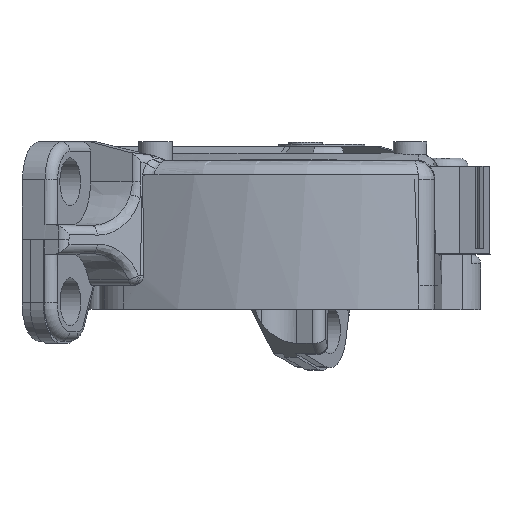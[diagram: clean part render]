
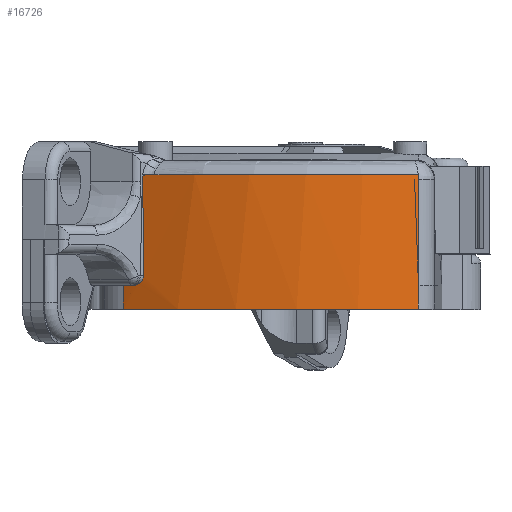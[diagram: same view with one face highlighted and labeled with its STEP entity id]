
A CAD part, top view. The second image highlights one B-rep face of the part: STEP entity #16726.
In plain terms, the highlighted cylindrical face has radius 77.382 mm (diameter 154.764 mm), a partial arc.
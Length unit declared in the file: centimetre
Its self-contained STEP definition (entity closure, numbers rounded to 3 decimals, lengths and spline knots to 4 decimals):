
#202=B_SPLINE_CURVE_WITH_KNOTS('',3,(#25771,#25772,#25773,#25774,#25775,
#25776),.UNSPECIFIED.,.F.,.F.,(4,2,4),(-0.0865,-0.0437,
0.),.UNSPECIFIED.);
#203=B_SPLINE_CURVE_WITH_KNOTS('',3,(#25778,#25779,#25780,#25781,#25782,
#25783),.UNSPECIFIED.,.F.,.F.,(4,2,4),(1.252,2.8337,
3.1125),.UNSPECIFIED.);
#204=B_SPLINE_CURVE_WITH_KNOTS('',3,(#25785,#25786,#25787,#25788,#25789,
#25790,#25791,#25792,#25793,#25794,#25795,#25796,#25797,#25798,#25799,#25800),
 .UNSPECIFIED.,.F.,.F.,(4,2,2,2,2,2,2,4),(-0.3285,-0.2828,
-0.2363,-0.1519,-0.0746,-0.0299,
-0.0144,0.),.UNSPECIFIED.);
#511=ELLIPSE('',#17858,0.2084,0.2041);
#1167=LINE('',#25765,#2798);
#1168=LINE('',#25768,#2799);
#1169=LINE('',#25805,#2800);
#2798=VECTOR('',#20244,0.5001);
#2799=VECTOR('',#20247,1.);
#2800=VECTOR('',#20254,0.5);
#4763=FACE_OUTER_BOUND('',#5756,.T.);
#5756=EDGE_LOOP('',(#12515,#12516,#12517,#12518,#12519,#12520,#12521,#12522,
#12523,#12524));
#6671=CIRCLE('',#17832,7.7382);
#6692=CIRCLE('',#17857,7.7382);
#6693=CIRCLE('',#17859,7.7382);
#7029=VERTEX_POINT('',#23555);
#7548=VERTEX_POINT('',#25667);
#7549=VERTEX_POINT('',#25669);
#7589=VERTEX_POINT('',#25754);
#7590=VERTEX_POINT('',#25767);
#7591=VERTEX_POINT('',#25770);
#7592=VERTEX_POINT('',#25777);
#7593=VERTEX_POINT('',#25784);
#7594=VERTEX_POINT('',#25801);
#7595=VERTEX_POINT('',#25803);
#9419=EDGE_CURVE('',#7548,#7549,#6671,.T.);
#9462=EDGE_CURVE('',#7589,#7548,#1167,.T.);
#9463=EDGE_CURVE('',#7589,#7590,#1168,.T.);
#9464=EDGE_CURVE('',#7029,#7590,#6692,.T.);
#9465=EDGE_CURVE('',#7029,#7591,#202,.T.);
#9466=EDGE_CURVE('',#7591,#7592,#203,.T.);
#9467=EDGE_CURVE('',#7593,#7592,#204,.T.);
#9468=EDGE_CURVE('',#7593,#7594,#511,.T.);
#9469=EDGE_CURVE('',#7595,#7594,#6693,.T.);
#9470=EDGE_CURVE('',#7549,#7595,#1169,.T.);
#12515=ORIENTED_EDGE('',*,*,#9462,.F.);
#12516=ORIENTED_EDGE('',*,*,#9463,.T.);
#12517=ORIENTED_EDGE('',*,*,#9464,.F.);
#12518=ORIENTED_EDGE('',*,*,#9465,.T.);
#12519=ORIENTED_EDGE('',*,*,#9466,.T.);
#12520=ORIENTED_EDGE('',*,*,#9467,.F.);
#12521=ORIENTED_EDGE('',*,*,#9468,.T.);
#12522=ORIENTED_EDGE('',*,*,#9469,.F.);
#12523=ORIENTED_EDGE('',*,*,#9470,.F.);
#12524=ORIENTED_EDGE('',*,*,#9419,.F.);
#16335=CYLINDRICAL_SURFACE('',#17856,7.7382);
#16726=ADVANCED_FACE('',(#4763),#16335,.T.);
#17832=AXIS2_PLACEMENT_3D('',#25670,#20175,#20176);
#17856=AXIS2_PLACEMENT_3D('',#25766,#20245,#20246);
#17857=AXIS2_PLACEMENT_3D('',#25769,#20248,#20249);
#17858=AXIS2_PLACEMENT_3D('',#25802,#20250,#20251);
#17859=AXIS2_PLACEMENT_3D('',#25804,#20252,#20253);
#20175=DIRECTION('center_axis',(0.,-1.,0.));
#20176=DIRECTION('ref_axis',(0.256,0.,0.967));
#20244=DIRECTION('',(0.,-1.,0.));
#20245=DIRECTION('center_axis',(0.,-1.,0.));
#20246=DIRECTION('ref_axis',(-0.216,0.,0.976));
#20247=DIRECTION('',(0.,1.,0.));
#20248=DIRECTION('center_axis',(0.,1.,0.));
#20249=DIRECTION('ref_axis',(-0.216,0.,0.976));
#20250=DIRECTION('center_axis',(0.623,0.224,-0.75));
#20251=DIRECTION('ref_axis',(-0.073,0.971,0.229));
#20252=DIRECTION('center_axis',(0.,1.,0.));
#20253=DIRECTION('ref_axis',(-0.539,0.,0.842));
#20254=DIRECTION('',(0.,1.,0.));
#23555=CARTESIAN_POINT('',(5.9482,-6.8709,22.9752));
#25667=CARTESIAN_POINT('',(11.6982,-9.6714,23.6977));
#25669=CARTESIAN_POINT('',(5.5435,-9.6714,22.7326));
#25670=CARTESIAN_POINT('Origin',(9.7182,-9.6714,16.2171));
#25754=CARTESIAN_POINT('',(11.6982,-9.1713,23.6977));
#25765=CARTESIAN_POINT('',(11.6982,-9.1713,23.6977));
#25766=CARTESIAN_POINT('Origin',(9.7182,-0.5795,16.2171));
#25767=CARTESIAN_POINT('',(11.6982,-6.8714,23.6977));
#25768=CARTESIAN_POINT('',(11.6982,-0.5795,23.6977));
#25769=CARTESIAN_POINT('Origin',(9.7182,-6.8714,16.2171));
#25770=CARTESIAN_POINT('',(5.9488,-6.956,22.9752));
#25771=CARTESIAN_POINT('Ctrl Pts',(5.9484,-6.8714,22.975));
#25772=CARTESIAN_POINT('Ctrl Pts',(5.9485,-6.885,22.975));
#25773=CARTESIAN_POINT('Ctrl Pts',(5.9486,-6.8981,22.9751));
#25774=CARTESIAN_POINT('Ctrl Pts',(5.9487,-6.9286,22.9751));
#25775=CARTESIAN_POINT('Ctrl Pts',(5.9488,-6.9414,22.9752));
#25776=CARTESIAN_POINT('Ctrl Pts',(5.9488,-6.956,22.9752));
#25777=CARTESIAN_POINT('',(5.9615,-8.9693,22.9823));
#25778=CARTESIAN_POINT('Ctrl Pts',(5.9488,-6.956,22.9752));
#25779=CARTESIAN_POINT('Ctrl Pts',(5.9497,-7.5032,22.9757));
#25780=CARTESIAN_POINT('Ctrl Pts',(5.9523,-8.0831,22.9772));
#25781=CARTESIAN_POINT('Ctrl Pts',(5.9591,-8.7651,22.981));
#25782=CARTESIAN_POINT('Ctrl Pts',(5.9603,-8.8673,22.9816));
#25783=CARTESIAN_POINT('Ctrl Pts',(5.9615,-8.9693,22.9823));
#25784=CARTESIAN_POINT('',(5.7692,-9.1713,22.8718));
#25785=CARTESIAN_POINT('Ctrl Pts',(5.7692,-9.1713,22.8718));
#25786=CARTESIAN_POINT('Ctrl Pts',(5.7823,-9.1709,22.8797));
#25787=CARTESIAN_POINT('Ctrl Pts',(5.7955,-9.169,22.8874));
#25788=CARTESIAN_POINT('Ctrl Pts',(5.8214,-9.1621,22.9026));
#25789=CARTESIAN_POINT('Ctrl Pts',(5.8342,-9.1571,22.91));
#25790=CARTESIAN_POINT('Ctrl Pts',(5.8689,-9.1391,22.9301));
#25791=CARTESIAN_POINT('Ctrl Pts',(5.8896,-9.123,22.9419));
#25792=CARTESIAN_POINT('Ctrl Pts',(5.9234,-9.0855,22.961));
#25793=CARTESIAN_POINT('Ctrl Pts',(5.9373,-9.0644,22.9688));
#25794=CARTESIAN_POINT('Ctrl Pts',(5.9527,-9.0278,22.9774));
#25795=CARTESIAN_POINT('Ctrl Pts',(5.9569,-9.0137,22.9797));
#25796=CARTESIAN_POINT('Ctrl Pts',(5.9601,-8.9939,22.9815));
#25797=CARTESIAN_POINT('Ctrl Pts',(5.9607,-8.9888,22.9818));
#25798=CARTESIAN_POINT('Ctrl Pts',(5.9614,-8.9789,22.9822));
#25799=CARTESIAN_POINT('Ctrl Pts',(5.9615,-8.9741,22.9823));
#25800=CARTESIAN_POINT('Ctrl Pts',(5.9615,-8.9693,22.9823));
#25801=CARTESIAN_POINT('',(5.7679,-9.1713,22.8708));
#25802=CARTESIAN_POINT('Origin',(5.736,-8.9682,22.9049));
#25803=CARTESIAN_POINT('',(5.5435,-9.1714,22.7326));
#25804=CARTESIAN_POINT('Origin',(9.7182,-9.1714,16.2171));
#25805=CARTESIAN_POINT('',(5.5435,-9.6714,22.7326));
